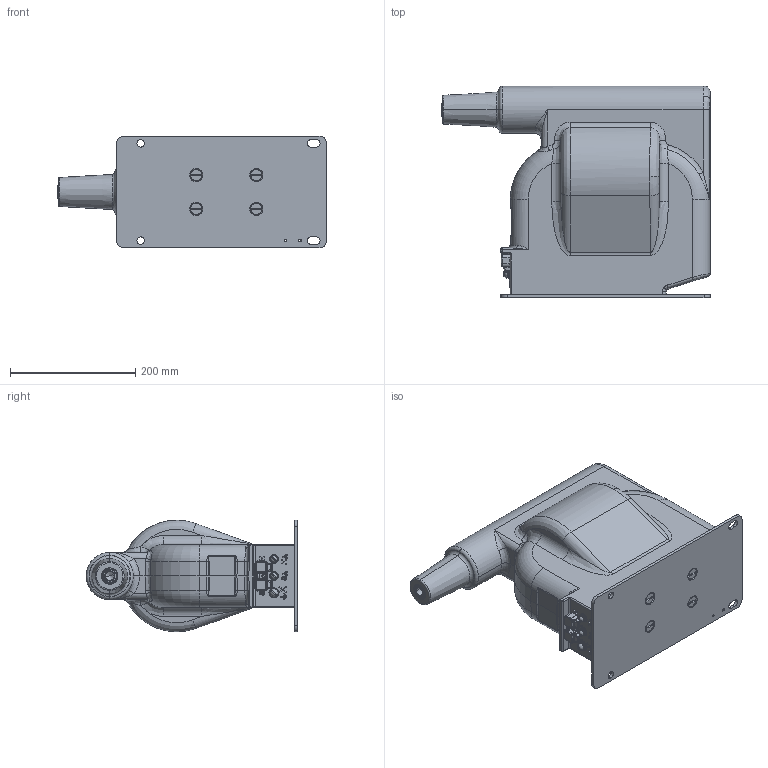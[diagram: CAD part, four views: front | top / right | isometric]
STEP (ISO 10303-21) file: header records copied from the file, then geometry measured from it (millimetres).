
FILE_DESCRIPTION (( 'STEP AP214' ), '1' );
FILE_NAME ('Ìîäåëü ÇÍÎË.01Ï(Ê)-20 äëÿ êàòàëîãà.STEP', '2026-02-17T03:52:54', ( '' ), ( '' ), 'SwSTEP 2.0', 'SolidWorks 2010', '' );
FILE_SCHEMA (( 'AUTOMOTIVE_DESIGN' ));
Length unit declared in the file: millimetre
Products named in the file (1): Ìîäåëü ÇÍÎË.01Ï(Ê)-20 äëÿ êàòàëîãà
Bounding box: 428.36 x 337.5 x 178 mm (x, y, z)
Volume: 6944333.7 mm3; surface area: 838066.9 mm2
Topology: 41 solids, 41 shells, 5710 faces, 13539 edges, 7879 vertices
Faces by surface type: bspline 2051, cylinder 1579, plane 1531, cone 312, torus 169, sphere 68
Entity records: 322738 total; most frequent: CARTESIAN_POINT 152279, ORIENTED_EDGE 27042, DIRECTION 17160, EDGE_CURVE 13521, VERTEX_POINT 7879, AXIS2_PLACEMENT_3D 5966, EDGE_LOOP 5902, UNCERTAINTY_MEASURE_WITH_UNIT 5753
